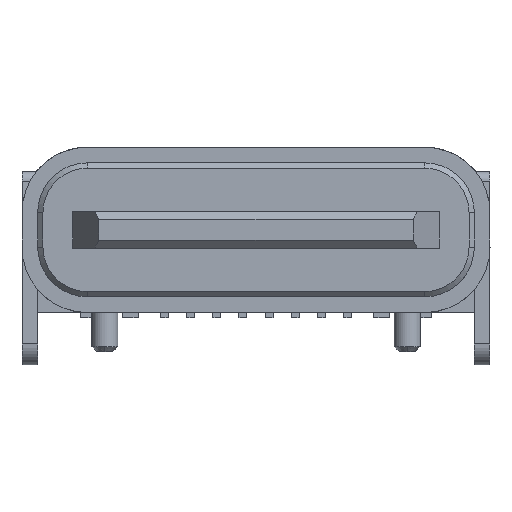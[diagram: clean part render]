
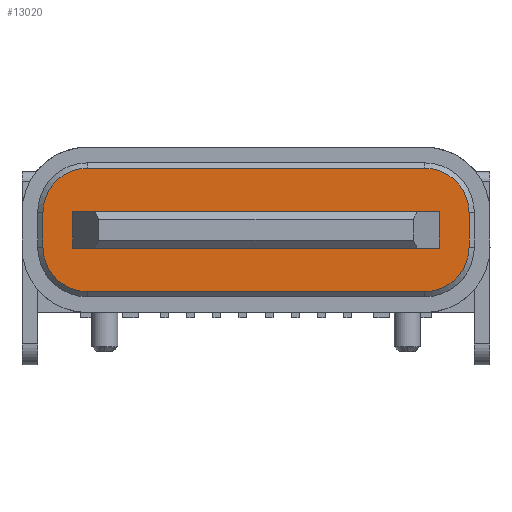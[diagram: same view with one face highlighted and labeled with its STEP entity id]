
A CAD part, front view. The second image highlights one B-rep face of the part: STEP entity #13020.
In plain terms, the highlighted planar face has unit normal (0, -1, 0).
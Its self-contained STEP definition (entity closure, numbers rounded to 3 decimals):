
#244 = PLANE ( 'NONE',  #3325 ) ;
#577 = AXIS2_PLACEMENT_3D ( 'NONE', #24346, #24742, #14288 ) ;
#779 = VERTEX_POINT ( 'NONE', #2424 ) ;
#910 = VECTOR ( 'NONE', #3835, 1000. ) ;
#1025 = DIRECTION ( 'NONE',  ( 0., 0., -1. ) ) ;
#1175 = DIRECTION ( 'NONE',  ( 1., 0., 0. ) ) ;
#1258 = CARTESIAN_POINT ( 'NONE',  ( -3.5, 1.165, -0.35 ) ) ;
#1490 = ORIENTED_EDGE ( 'NONE', *, *, #4526, .F. ) ;
#1516 = ORIENTED_EDGE ( 'NONE', *, *, #23232, .T. ) ;
#1560 = EDGE_CURVE ( 'NONE', #10352, #18159, #20168, .T. ) ;
#1809 = CARTESIAN_POINT ( 'NONE',  ( 4.07, 1.165, 0.33 ) ) ;
#1871 = EDGE_CURVE ( 'NONE', #7491, #4150, #16872, .T. ) ;
#2088 = CARTESIAN_POINT ( 'NONE',  ( 3.5, 1.165, 0.35 ) ) ;
#2263 = CARTESIAN_POINT ( 'NONE',  ( -3.22, 1.165, 0.33 ) ) ;
#2424 = CARTESIAN_POINT ( 'NONE',  ( 4.07, 1.165, -0.33 ) ) ;
#2534 = CARTESIAN_POINT ( 'NONE',  ( -3.5, 1.165, 0.35 ) ) ;
#2682 = VECTOR ( 'NONE', #5614, 1000. ) ;
#2730 = EDGE_CURVE ( 'NONE', #4150, #16034, #8184, .T. ) ;
#3325 = AXIS2_PLACEMENT_3D ( 'NONE', #15614, #22970, #1175 ) ;
#3526 = EDGE_CURVE ( 'NONE', #3762, #5208, #24928, .T. ) ;
#3571 = ORIENTED_EDGE ( 'NONE', *, *, #1560, .T. ) ;
#3762 = VERTEX_POINT ( 'NONE', #6763 ) ;
#3835 = DIRECTION ( 'NONE',  ( -1., 0., 0. ) ) ;
#4150 = VERTEX_POINT ( 'NONE', #7644 ) ;
#4153 = EDGE_CURVE ( 'NONE', #16034, #23486, #12247, .T. ) ;
#4526 = EDGE_CURVE ( 'NONE', #16301, #3762, #24638, .T. ) ;
#4802 = CARTESIAN_POINT ( 'NONE',  ( -3.5, 1.165, -0.35 ) ) ;
#5191 = DIRECTION ( 'NONE',  ( 1., 0., 0. ) ) ;
#5208 = VERTEX_POINT ( 'NONE', #2088 ) ;
#5614 = DIRECTION ( 'NONE',  ( 0., 0., 1. ) ) ;
#5905 = LINE ( 'NONE', #7622, #13005 ) ;
#6157 = ORIENTED_EDGE ( 'NONE', *, *, #4153, .T. ) ;
#6314 = DIRECTION ( 'NONE',  ( 1., 0., 0. ) ) ;
#6763 = CARTESIAN_POINT ( 'NONE',  ( 3.5, 1.165, -0.35 ) ) ;
#6919 = DIRECTION ( 'NONE',  ( 0., 0., 1. ) ) ;
#7065 = LINE ( 'NONE', #7463, #22988 ) ;
#7249 = ORIENTED_EDGE ( 'NONE', *, *, #1871, .T. ) ;
#7407 = DIRECTION ( 'NONE',  ( 0., -1., 0. ) ) ;
#7463 = CARTESIAN_POINT ( 'NONE',  ( -3.5, 1.165, -0.35 ) ) ;
#7491 = VERTEX_POINT ( 'NONE', #16298 ) ;
#7622 = CARTESIAN_POINT ( 'NONE',  ( -3.5, 1.165, 0.35 ) ) ;
#7644 = CARTESIAN_POINT ( 'NONE',  ( -4.07, 1.165, 0.33 ) ) ;
#7920 = VERTEX_POINT ( 'NONE', #2534 ) ;
#8184 = LINE ( 'NONE', #16120, #11953 ) ;
#8598 = CARTESIAN_POINT ( 'NONE',  ( -3.22, 1.165, -1.18 ) ) ;
#8935 = AXIS2_PLACEMENT_3D ( 'NONE', #17143, #13613, #17272 ) ;
#9250 = ORIENTED_EDGE ( 'NONE', *, *, #17778, .T. ) ;
#9334 = VERTEX_POINT ( 'NONE', #23103 ) ;
#9813 = LINE ( 'NONE', #25381, #12289 ) ;
#10188 = FACE_OUTER_BOUND ( 'NONE', #15208, .T. ) ;
#10316 = ORIENTED_EDGE ( 'NONE', *, *, #3526, .F. ) ;
#10352 = VERTEX_POINT ( 'NONE', #15107 ) ;
#11014 = DIRECTION ( 'NONE',  ( 1., 0., 0. ) ) ;
#11375 = AXIS2_PLACEMENT_3D ( 'NONE', #18979, #7407, #11014 ) ;
#11463 = ORIENTED_EDGE ( 'NONE', *, *, #12211, .F. ) ;
#11953 = VECTOR ( 'NONE', #12333, 1000. ) ;
#12211 = EDGE_CURVE ( 'NONE', #7920, #16301, #7065, .T. ) ;
#12247 = CIRCLE ( 'NONE', #8935, 0.85 ) ;
#12289 = VECTOR ( 'NONE', #13481, 1000. ) ;
#12333 = DIRECTION ( 'NONE',  ( 0., 0., -1. ) ) ;
#12571 = EDGE_LOOP ( 'NONE', ( #10316, #1490, #11463, #21697 ) ) ;
#12691 = DIRECTION ( 'NONE',  ( 0., -1., 0. ) ) ;
#13005 = VECTOR ( 'NONE', #19205, 1000. ) ;
#13020 = ADVANCED_FACE ( 'NONE', ( #10188, #18135 ), #244, .T. ) ;
#13481 = DIRECTION ( 'NONE',  ( 1., 0., 0. ) ) ;
#13613 = DIRECTION ( 'NONE',  ( 0., -1., 0. ) ) ;
#13859 = ORIENTED_EDGE ( 'NONE', *, *, #2730, .T. ) ;
#13865 = CIRCLE ( 'NONE', #11375, 0.85 ) ;
#14288 = DIRECTION ( 'NONE',  ( 1., 0., 0. ) ) ;
#15107 = CARTESIAN_POINT ( 'NONE',  ( 4.07, 1.165, 0.33 ) ) ;
#15208 = EDGE_LOOP ( 'NONE', ( #9250, #15967, #1516, #3571, #23647, #7249, #13859, #6157 ) ) ;
#15614 = CARTESIAN_POINT ( 'NONE',  ( 3.22, 1.165, 0.33 ) ) ;
#15967 = ORIENTED_EDGE ( 'NONE', *, *, #22513, .T. ) ;
#16034 = VERTEX_POINT ( 'NONE', #16711 ) ;
#16120 = CARTESIAN_POINT ( 'NONE',  ( -4.07, 1.165, 0.33 ) ) ;
#16298 = CARTESIAN_POINT ( 'NONE',  ( -3.22, 1.165, 1.18 ) ) ;
#16301 = VERTEX_POINT ( 'NONE', #4802 ) ;
#16711 = CARTESIAN_POINT ( 'NONE',  ( -4.07, 1.165, -0.33 ) ) ;
#16872 = CIRCLE ( 'NONE', #21460, 0.85 ) ;
#17143 = CARTESIAN_POINT ( 'NONE',  ( -3.22, 1.165, -0.33 ) ) ;
#17272 = DIRECTION ( 'NONE',  ( 1., 0., 0. ) ) ;
#17655 = LINE ( 'NONE', #19742, #910 ) ;
#17778 = EDGE_CURVE ( 'NONE', #23486, #9334, #9813, .T. ) ;
#18135 = FACE_BOUND ( 'NONE', #12571, .T. ) ;
#18159 = VERTEX_POINT ( 'NONE', #21930 ) ;
#18276 = VECTOR ( 'NONE', #6919, 1000. ) ;
#18979 = CARTESIAN_POINT ( 'NONE',  ( 3.22, 1.165, -0.33 ) ) ;
#19205 = DIRECTION ( 'NONE',  ( -1., 0., 0. ) ) ;
#19711 = VECTOR ( 'NONE', #5191, 1000. ) ;
#19742 = CARTESIAN_POINT ( 'NONE',  ( -3.22, 1.165, 1.18 ) ) ;
#20168 = CIRCLE ( 'NONE', #577, 0.85 ) ;
#20794 = EDGE_CURVE ( 'NONE', #18159, #7491, #17655, .T. ) ;
#21407 = LINE ( 'NONE', #1809, #2682 ) ;
#21460 = AXIS2_PLACEMENT_3D ( 'NONE', #2263, #12691, #6314 ) ;
#21697 = ORIENTED_EDGE ( 'NONE', *, *, #22050, .F. ) ;
#21930 = CARTESIAN_POINT ( 'NONE',  ( 3.22, 1.165, 1.18 ) ) ;
#22050 = EDGE_CURVE ( 'NONE', #5208, #7920, #5905, .T. ) ;
#22513 = EDGE_CURVE ( 'NONE', #9334, #779, #13865, .T. ) ;
#22970 = DIRECTION ( 'NONE',  ( 0., -1., 0. ) ) ;
#22988 = VECTOR ( 'NONE', #1025, 1000. ) ;
#23103 = CARTESIAN_POINT ( 'NONE',  ( 3.22, 1.165, -1.18 ) ) ;
#23232 = EDGE_CURVE ( 'NONE', #779, #10352, #21407, .T. ) ;
#23486 = VERTEX_POINT ( 'NONE', #8598 ) ;
#23647 = ORIENTED_EDGE ( 'NONE', *, *, #20794, .T. ) ;
#24346 = CARTESIAN_POINT ( 'NONE',  ( 3.22, 1.165, 0.33 ) ) ;
#24638 = LINE ( 'NONE', #1258, #19711 ) ;
#24742 = DIRECTION ( 'NONE',  ( 0., -1., 0. ) ) ;
#24928 = LINE ( 'NONE', #25200, #18276 ) ;
#25200 = CARTESIAN_POINT ( 'NONE',  ( 3.5, 1.165, -0.35 ) ) ;
#25381 = CARTESIAN_POINT ( 'NONE',  ( 3.22, 1.165, -1.18 ) ) ;
